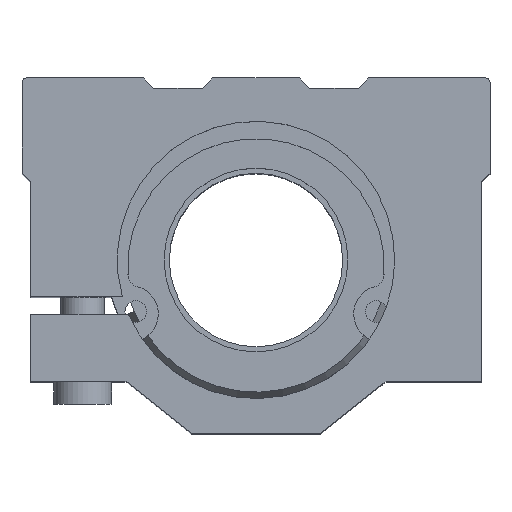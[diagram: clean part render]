
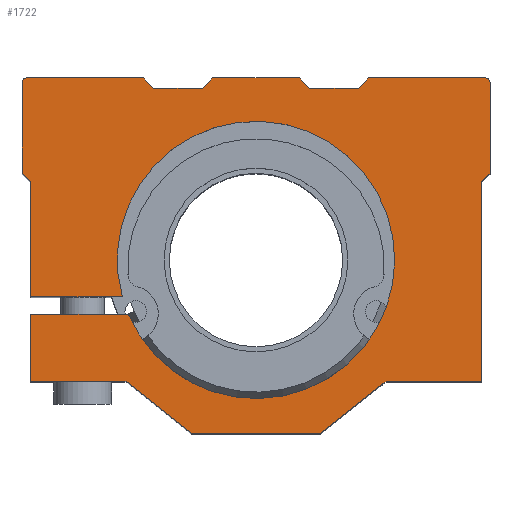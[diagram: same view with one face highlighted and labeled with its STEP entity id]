
A CAD part, top view. The second image highlights one B-rep face of the part: STEP entity #1722.
In plain terms, the highlighted planar face has unit normal (0, 0, 1).
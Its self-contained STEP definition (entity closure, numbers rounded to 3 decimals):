
#98=CIRCLE('',#1891,0.5);
#105=CIRCLE('',#1910,0.5);
#112=CIRCLE('',#1928,16.);
#481=ORIENTED_EDGE('',*,*,#712,.T.);
#482=ORIENTED_EDGE('',*,*,#802,.T.);
#483=ORIENTED_EDGE('',*,*,#706,.F.);
#484=ORIENTED_EDGE('',*,*,#738,.T.);
#485=ORIENTED_EDGE('',*,*,#742,.T.);
#486=ORIENTED_EDGE('',*,*,#745,.T.);
#487=ORIENTED_EDGE('',*,*,#748,.T.);
#488=ORIENTED_EDGE('',*,*,#751,.T.);
#489=ORIENTED_EDGE('',*,*,#756,.T.);
#490=ORIENTED_EDGE('',*,*,#759,.T.);
#491=ORIENTED_EDGE('',*,*,#762,.T.);
#492=ORIENTED_EDGE('',*,*,#765,.T.);
#493=ORIENTED_EDGE('',*,*,#768,.T.);
#494=ORIENTED_EDGE('',*,*,#773,.T.);
#495=ORIENTED_EDGE('',*,*,#776,.T.);
#496=ORIENTED_EDGE('',*,*,#779,.T.);
#497=ORIENTED_EDGE('',*,*,#782,.T.);
#498=ORIENTED_EDGE('',*,*,#785,.T.);
#499=ORIENTED_EDGE('',*,*,#788,.T.);
#500=ORIENTED_EDGE('',*,*,#791,.T.);
#501=ORIENTED_EDGE('',*,*,#794,.T.);
#502=ORIENTED_EDGE('',*,*,#799,.T.);
#503=ORIENTED_EDGE('',*,*,#727,.T.);
#504=ORIENTED_EDGE('',*,*,#731,.T.);
#505=ORIENTED_EDGE('',*,*,#734,.T.);
#506=ORIENTED_EDGE('',*,*,#722,.T.);
#706=EDGE_CURVE('',#908,#897,#1045,.T.);
#712=EDGE_CURVE('',#915,#914,#1048,.T.);
#722=EDGE_CURVE('',#924,#915,#1058,.T.);
#727=EDGE_CURVE('',#928,#929,#98,.T.);
#731=EDGE_CURVE('',#929,#932,#1063,.T.);
#734=EDGE_CURVE('',#932,#924,#1066,.T.);
#738=EDGE_CURVE('',#908,#935,#1070,.T.);
#742=EDGE_CURVE('',#935,#939,#1071,.T.);
#745=EDGE_CURVE('',#939,#941,#1074,.T.);
#748=EDGE_CURVE('',#941,#943,#1077,.T.);
#751=EDGE_CURVE('',#943,#945,#1080,.T.);
#756=EDGE_CURVE('',#945,#949,#1083,.T.);
#759=EDGE_CURVE('',#949,#951,#1086,.T.);
#762=EDGE_CURVE('',#951,#953,#1089,.T.);
#765=EDGE_CURVE('',#953,#955,#1092,.T.);
#768=EDGE_CURVE('',#955,#957,#105,.T.);
#773=EDGE_CURVE('',#957,#961,#1096,.T.);
#776=EDGE_CURVE('',#961,#963,#1099,.T.);
#779=EDGE_CURVE('',#963,#965,#1102,.T.);
#782=EDGE_CURVE('',#965,#967,#1105,.T.);
#785=EDGE_CURVE('',#967,#969,#1108,.T.);
#788=EDGE_CURVE('',#969,#971,#1111,.T.);
#791=EDGE_CURVE('',#971,#973,#1114,.T.);
#794=EDGE_CURVE('',#973,#975,#1117,.T.);
#799=EDGE_CURVE('',#975,#928,#1120,.T.);
#802=EDGE_CURVE('',#914,#897,#112,.T.);
#897=VERTEX_POINT('',#2695);
#908=VERTEX_POINT('',#2716);
#914=VERTEX_POINT('',#2729);
#915=VERTEX_POINT('',#2731);
#924=VERTEX_POINT('',#2751);
#928=VERTEX_POINT('',#2763);
#929=VERTEX_POINT('',#2764);
#932=VERTEX_POINT('',#2772);
#935=VERTEX_POINT('',#2783);
#939=VERTEX_POINT('',#2793);
#941=VERTEX_POINT('',#2799);
#943=VERTEX_POINT('',#2805);
#945=VERTEX_POINT('',#2811);
#949=VERTEX_POINT('',#2821);
#951=VERTEX_POINT('',#2827);
#953=VERTEX_POINT('',#2833);
#955=VERTEX_POINT('',#2839);
#957=VERTEX_POINT('',#2845);
#961=VERTEX_POINT('',#2855);
#963=VERTEX_POINT('',#2861);
#965=VERTEX_POINT('',#2867);
#967=VERTEX_POINT('',#2873);
#969=VERTEX_POINT('',#2879);
#971=VERTEX_POINT('',#2885);
#973=VERTEX_POINT('',#2891);
#975=VERTEX_POINT('',#2897);
#1045=LINE('',#2717,#1183);
#1048=LINE('',#2730,#1186);
#1058=LINE('',#2750,#1196);
#1063=LINE('',#2771,#1201);
#1066=LINE('',#2777,#1204);
#1070=LINE('',#2784,#1208);
#1071=LINE('',#2792,#1209);
#1074=LINE('',#2798,#1212);
#1077=LINE('',#2804,#1215);
#1080=LINE('',#2810,#1218);
#1083=LINE('',#2820,#1221);
#1086=LINE('',#2826,#1224);
#1089=LINE('',#2832,#1227);
#1092=LINE('',#2838,#1230);
#1096=LINE('',#2854,#1234);
#1099=LINE('',#2860,#1237);
#1102=LINE('',#2866,#1240);
#1105=LINE('',#2872,#1243);
#1108=LINE('',#2878,#1246);
#1111=LINE('',#2884,#1249);
#1114=LINE('',#2890,#1252);
#1117=LINE('',#2896,#1255);
#1120=LINE('',#2906,#1258);
#1183=VECTOR('',#2201,1000.);
#1186=VECTOR('',#2212,1000.);
#1196=VECTOR('',#2224,1000.);
#1201=VECTOR('',#2245,1000.);
#1204=VECTOR('',#2250,1000.);
#1208=VECTOR('',#2256,1000.);
#1209=VECTOR('',#2265,1000.);
#1212=VECTOR('',#2270,1000.);
#1215=VECTOR('',#2275,1000.);
#1218=VECTOR('',#2280,1000.);
#1221=VECTOR('',#2289,1000.);
#1224=VECTOR('',#2294,1000.);
#1227=VECTOR('',#2299,1000.);
#1230=VECTOR('',#2304,1000.);
#1234=VECTOR('',#2320,1000.);
#1237=VECTOR('',#2325,1000.);
#1240=VECTOR('',#2330,1000.);
#1243=VECTOR('',#2335,1000.);
#1246=VECTOR('',#2340,1000.);
#1249=VECTOR('',#2345,1000.);
#1252=VECTOR('',#2350,1000.);
#1255=VECTOR('',#2355,1000.);
#1258=VECTOR('',#2364,1000.);
#1381=EDGE_LOOP('',(#481,#482,#483,#484,#485,#486,#487,#488,#489,#490,#491,
#492,#493,#494,#495,#496,#497,#498,#499,#500,#501,#502,#503,#504,#505,#506));
#1539=FACE_BOUND('',#1381,.T.);
#1638=PLANE('',#1927);
#1722=ADVANCED_FACE('',(#1539),#1638,.T.);
#1891=AXIS2_PLACEMENT_3D('',#2762,#2237,#2238);
#1910=AXIS2_PLACEMENT_3D('',#2844,#2309,#2310);
#1927=AXIS2_PLACEMENT_3D('',#2910,#2370,#2371);
#1928=AXIS2_PLACEMENT_3D('',#2911,#2372,#2373);
#2201=DIRECTION('',(1.,0.,0.));
#2212=DIRECTION('',(1.,0.,0.));
#2224=DIRECTION('',(0.,-1.,0.));
#2237=DIRECTION('',(0.,0.,1.));
#2238=DIRECTION('',(1.,0.,0.));
#2245=DIRECTION('',(0.,-1.,0.));
#2250=DIRECTION('',(0.707,-0.707,0.));
#2256=DIRECTION('',(0.,-1.,0.));
#2265=DIRECTION('',(1.,0.,0.));
#2270=DIRECTION('',(0.781,-0.625,0.));
#2275=DIRECTION('',(1.,0.,0.));
#2280=DIRECTION('',(0.781,0.625,0.));
#2289=DIRECTION('',(1.,0.,0.));
#2294=DIRECTION('',(0.,1.,0.));
#2299=DIRECTION('',(0.707,0.707,0.));
#2304=DIRECTION('',(0.,1.,0.));
#2309=DIRECTION('',(0.,0.,1.));
#2310=DIRECTION('',(1.,0.,0.));
#2320=DIRECTION('',(-1.,0.,0.));
#2325=DIRECTION('',(-0.707,-0.707,0.));
#2330=DIRECTION('',(-1.,0.,0.));
#2335=DIRECTION('',(-0.707,0.707,0.));
#2340=DIRECTION('',(-1.,0.,0.));
#2345=DIRECTION('',(-0.707,-0.707,0.));
#2350=DIRECTION('',(-1.,0.,0.));
#2355=DIRECTION('',(-0.707,0.707,0.));
#2364=DIRECTION('',(-1.,0.,0.));
#2370=DIRECTION('',(0.,0.,1.));
#2371=DIRECTION('',(1.,0.,0.));
#2372=DIRECTION('',(0.,0.,-1.));
#2373=DIRECTION('',(-1.,0.,0.));
#2695=CARTESIAN_POINT('',(-14.729,-27.25,0.));
#2716=CARTESIAN_POINT('',(-26.,-27.25,0.));
#2717=CARTESIAN_POINT('',(-27.,-27.25,0.));
#2729=CARTESIAN_POINT('',(-15.425,-25.25,0.));
#2730=CARTESIAN_POINT('',(-27.,-25.25,0.));
#2731=CARTESIAN_POINT('',(-26.,-25.25,0.));
#2750=CARTESIAN_POINT('',(-26.,-12.,0.));
#2751=CARTESIAN_POINT('',(-26.,-12.,0.));
#2762=CARTESIAN_POINT('',(-26.5,-0.5,0.));
#2763=CARTESIAN_POINT('',(-26.5,0.,0.));
#2764=CARTESIAN_POINT('',(-27.,-0.5,0.));
#2771=CARTESIAN_POINT('',(-27.,-0.5,0.));
#2772=CARTESIAN_POINT('',(-27.,-11.,0.));
#2777=CARTESIAN_POINT('',(-27.,-11.,0.));
#2783=CARTESIAN_POINT('',(-26.,-35.,0.));
#2784=CARTESIAN_POINT('',(-26.,-12.,0.));
#2792=CARTESIAN_POINT('',(-26.,-35.,0.));
#2793=CARTESIAN_POINT('',(-15.,-35.,0.));
#2798=CARTESIAN_POINT('',(-15.,-35.,0.));
#2799=CARTESIAN_POINT('',(-7.5,-41.,0.));
#2804=CARTESIAN_POINT('',(-7.5,-41.,0.));
#2805=CARTESIAN_POINT('',(7.5,-41.,0.));
#2810=CARTESIAN_POINT('',(7.5,-41.,0.));
#2811=CARTESIAN_POINT('',(15.,-35.,0.));
#2820=CARTESIAN_POINT('',(15.,-35.,0.));
#2821=CARTESIAN_POINT('',(26.,-35.,0.));
#2826=CARTESIAN_POINT('',(26.,-35.,0.));
#2827=CARTESIAN_POINT('',(26.,-12.,0.));
#2832=CARTESIAN_POINT('',(26.,-12.,0.));
#2833=CARTESIAN_POINT('',(27.,-11.,0.));
#2838=CARTESIAN_POINT('',(27.,-11.,0.));
#2839=CARTESIAN_POINT('',(27.,-0.5,0.));
#2844=CARTESIAN_POINT('',(26.5,-0.5,0.));
#2845=CARTESIAN_POINT('',(26.5,0.,0.));
#2854=CARTESIAN_POINT('',(26.5,0.,0.));
#2855=CARTESIAN_POINT('',(13.,0.,0.));
#2860=CARTESIAN_POINT('',(13.,0.,0.));
#2861=CARTESIAN_POINT('',(11.8,-1.2,0.));
#2866=CARTESIAN_POINT('',(11.8,-1.2,0.));
#2867=CARTESIAN_POINT('',(6.2,-1.2,0.));
#2872=CARTESIAN_POINT('',(6.2,-1.2,0.));
#2873=CARTESIAN_POINT('',(5.,0.,0.));
#2878=CARTESIAN_POINT('',(5.,0.,0.));
#2879=CARTESIAN_POINT('',(-5.,0.,0.));
#2884=CARTESIAN_POINT('',(-5.,0.,0.));
#2885=CARTESIAN_POINT('',(-6.2,-1.2,0.));
#2890=CARTESIAN_POINT('',(-6.2,-1.2,0.));
#2891=CARTESIAN_POINT('',(-11.8,-1.2,0.));
#2896=CARTESIAN_POINT('',(-11.8,-1.2,0.));
#2897=CARTESIAN_POINT('',(-13.,0.,0.));
#2906=CARTESIAN_POINT('',(-13.,0.,0.));
#2910=CARTESIAN_POINT('',(-26.5,-0.5,0.));
#2911=CARTESIAN_POINT('',(0.,-21.,0.));
